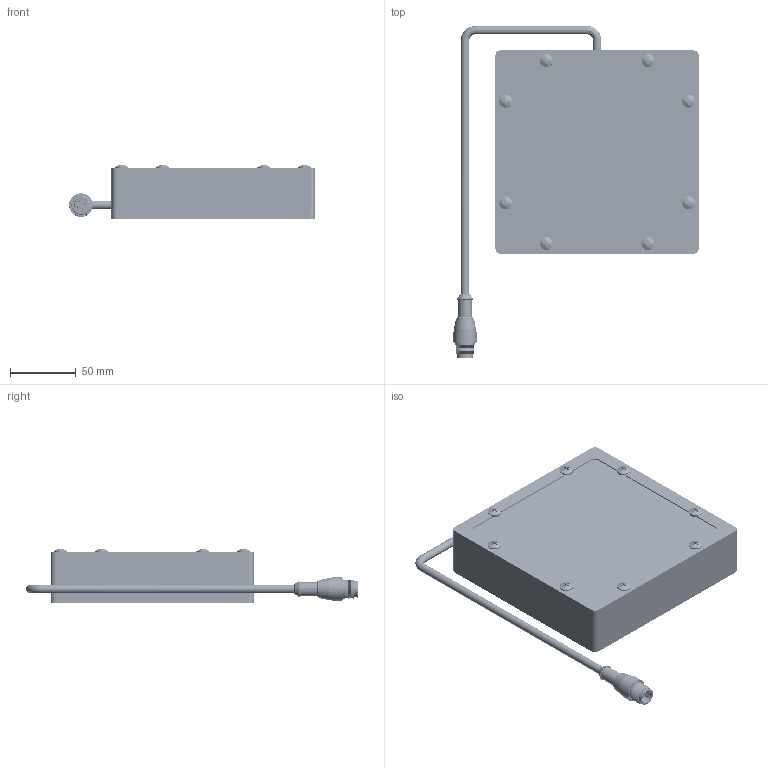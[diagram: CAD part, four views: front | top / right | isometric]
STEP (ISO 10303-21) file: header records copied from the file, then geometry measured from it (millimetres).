
FILE_DESCRIPTION(('FreeCAD Model'),'2;1');
FILE_NAME('Open CASCADE Shape Model','2025-04-30T10:19:34',('FreeCAD'),( 'FreeCAD'),'Open CASCADE STEP processor 7.6','FreeCAD','Unknown');
FILE_SCHEMA(('AUTOMOTIVE_DESIGN { 1 0 10303 214 1 1 1 1 }'));
Products named in the file (1): Open CASCADE STEP translator 7.6 1
Bounding box: 186.44 x 252.03 x 41.02 mm (x, y, z)
Volume: 507592.2 mm3; surface area: 256147.7 mm2
Topology: 56 solids, 56 shells, 2399 faces, 6491 edges, 4288 vertices
Faces by surface type: bspline 2399
Entity records: 169608 total; most frequent: CARTESIAN_POINT 132345, ORIENTED_EDGE 12974, EDGE_CURVE 6487, B_SPLINE_CURVE_WITH_KNOTS 4924, VERTEX_POINT 4288, FACE_BOUND 2611, EDGE_LOOP 2611, ADVANCED_FACE 2399
